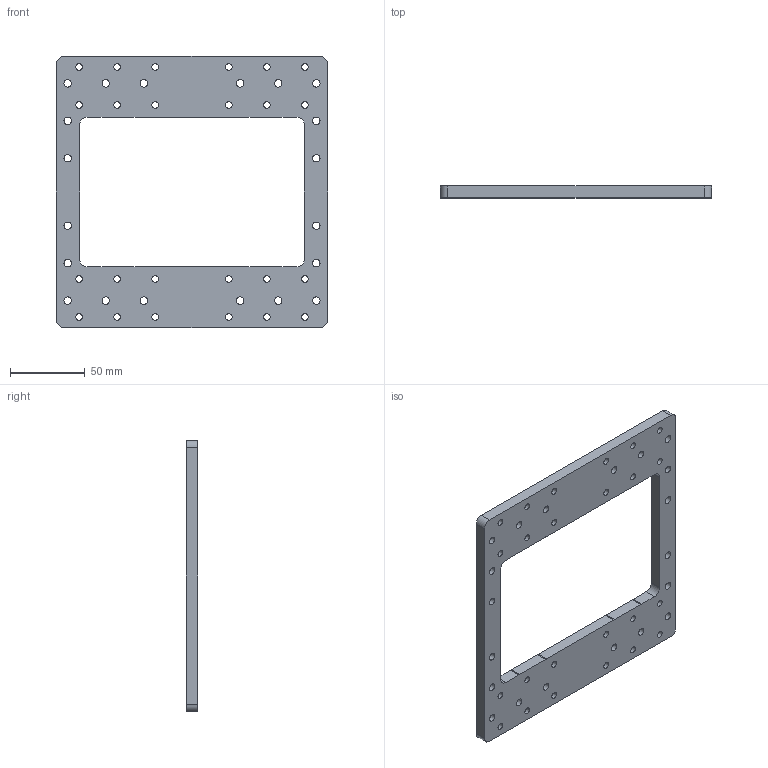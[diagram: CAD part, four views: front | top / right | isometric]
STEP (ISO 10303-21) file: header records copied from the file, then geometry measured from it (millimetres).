
FILE_DESCRIPTION(/* description */ (''),/* implementation_level */ '2;1');
FILE_NAME(/* name */ 'bot_out.step',/* time_stamp */ '2023-01-08T23:03:08+01:00',/* author */ (''),/* organization */ (''),/* preprocessor_version */ 'ST-DEVELOPER v19.2',/* originating_system */ 'Autodesk Translation Framework v11.17.0.187',/* authorisation */ '');
FILE_SCHEMA (('AUTOMOTIVE_DESIGN { 1 0 10303 214 3 1 1 }'));
Length unit declared in the file: millimetre
Products named in the file (1): bot_out
Bounding box: 181 x 7.8 x 181 mm (x, y, z)
Volume: 132649.8 mm3; surface area: 48454.6 mm2
Topology: 1 solids, 1 shells, 78 faces, 228 edges, 152 vertices
Faces by surface type: cylinder 60, plane 18
Full cylindrical faces by diameter (mm): 4.4 x24, 4.98 x20
Entity records: 2872 total; most frequent: DIRECTION 506, CARTESIAN_POINT 459, ORIENTED_EDGE 456, EDGE_CURVE 228, AXIS2_PLACEMENT_3D 199, EDGE_LOOP 168, VERTEX_POINT 152, CIRCLE 120
